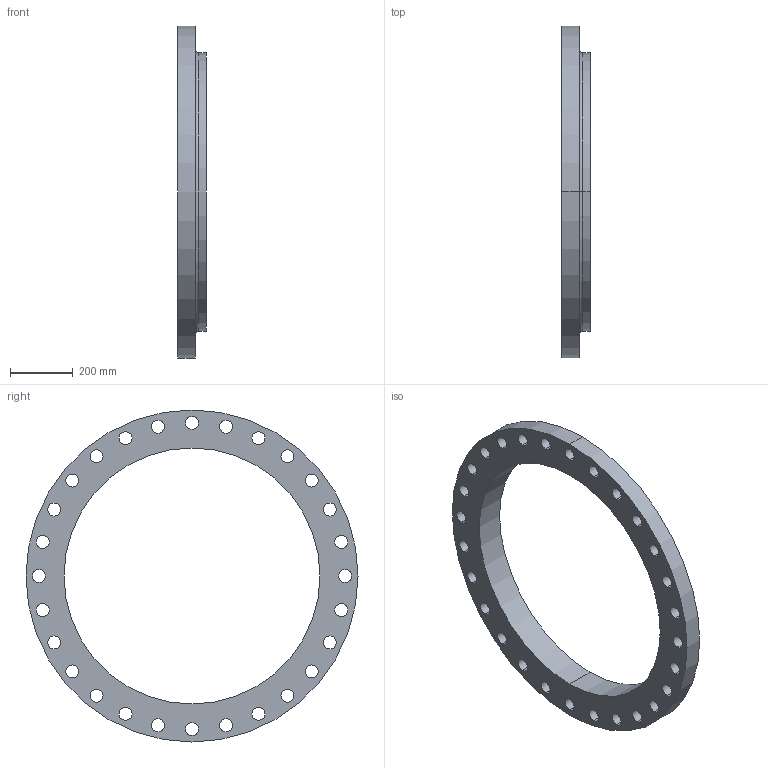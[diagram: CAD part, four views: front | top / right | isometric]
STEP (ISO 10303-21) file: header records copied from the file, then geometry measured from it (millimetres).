
FILE_DESCRIPTION (( 'STEP AP203' ), '1' );
FILE_NAME ('32_125SO_B161_FF_SOF.STEP', '2024-01-12T04:36:32', ( '' ), ( '' ), 'SwSTEP 2.0', 'SolidWorks 2023', '' );
FILE_SCHEMA (( 'CONFIG_CONTROL_DESIGN' ));
Length unit declared in the file: inch
Products named in the file (1): 32_125SO_B161_FF_SOF
Bounding box: 92.08 x 1060.45 x 1060.45 mm (x, y, z)
Volume: 21731928.6 mm3; surface area: 1362128.5 mm2
Topology: 1 solids, 1 shells, 67 faces, 190 edges, 126 vertices
Faces by surface type: cylinder 62, plane 3, torus 2
Entity records: 2451 total; most frequent: DIRECTION 454, CARTESIAN_POINT 384, ORIENTED_EDGE 380, AXIS2_PLACEMENT_3D 196, EDGE_CURVE 190, CIRCLE 128, EDGE_LOOP 126, VERTEX_POINT 126
